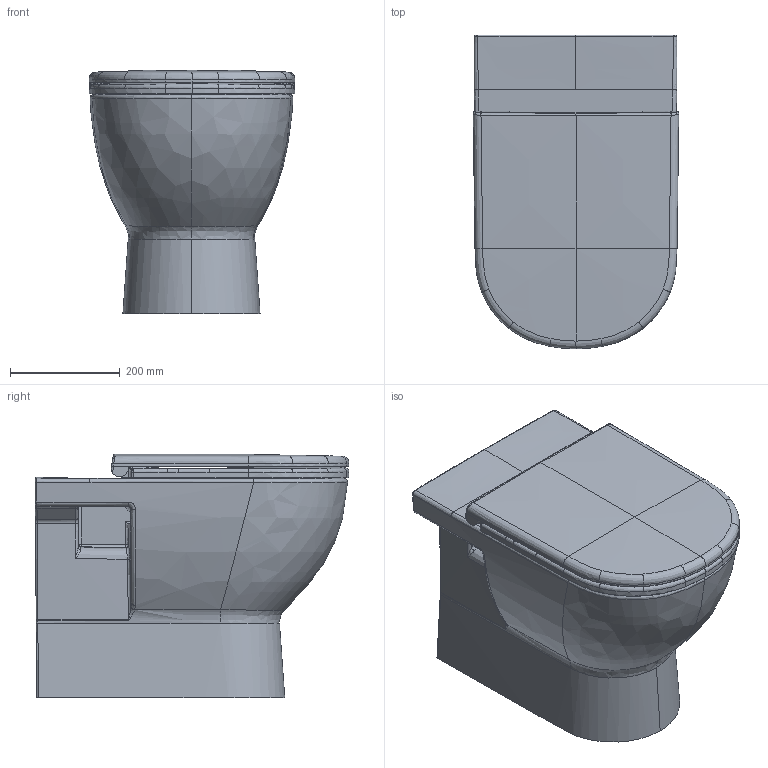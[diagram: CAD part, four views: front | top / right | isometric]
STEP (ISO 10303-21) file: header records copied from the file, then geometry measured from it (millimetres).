
FILE_DESCRIPTION(/* description */ (''),/* implementation_level */ '2;1');
FILE_NAME(/* name */ '203709',/* time_stamp */ '2024-09-19T10:02:35+02:00',/* author */ (''),/* organization */ (''),/* preprocessor_version */ 'ST-DEVELOPER v15',/* originating_system */ '',/* authorisation */ '');
FILE_SCHEMA (('AUTOMOTIVE_DESIGN'));
Products named in the file (1): Document
Bounding box: 375.13 x 571.9 x 444.31 mm (x, y, z)
Volume: 1801829.2 mm3; surface area: 1841587.2 mm2
Topology: 3 solids, 4 shells, 1140 faces, 2779 edges, 1615 vertices
Faces by surface type: bspline 1069, plane 71
Entity records: 291880 total; most frequent: CARTESIAN_POINT 274742, ORIENTED_EDGE 5486, EDGE_CURVE 2754, B_SPLINE_CURVE_WITH_KNOTS 2611, VERTEX_POINT 1615, EDGE_LOOP 1142, ADVANCED_FACE 1140, FACE_OUTER_BOUND 1140
